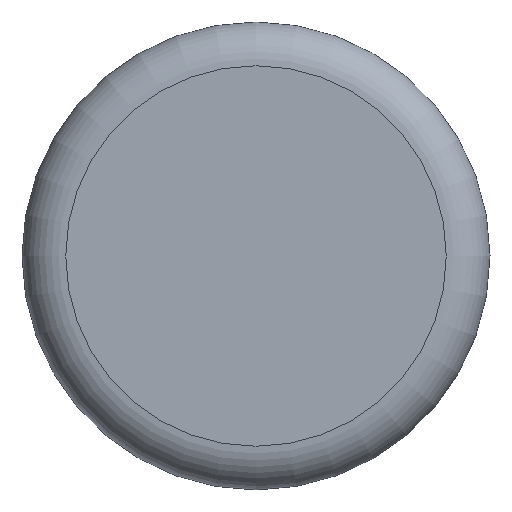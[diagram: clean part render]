
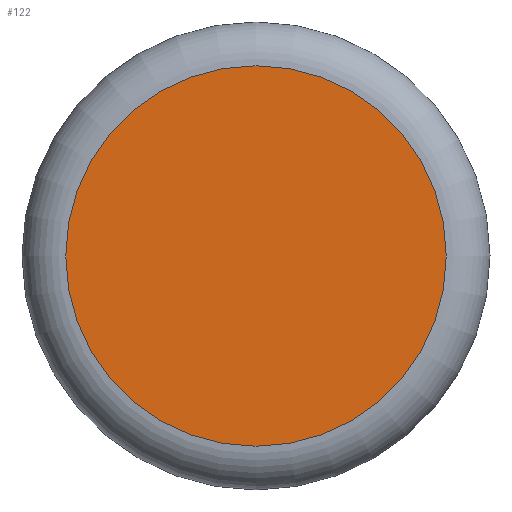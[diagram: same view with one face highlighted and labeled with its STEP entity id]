
A CAD part, front view. The second image highlights one B-rep face of the part: STEP entity #122.
In plain terms, the highlighted planar face has unit normal (0, -1, 0).
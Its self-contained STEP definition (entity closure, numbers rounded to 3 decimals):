
#26=PLANE('',#148);
#31=CIRCLE('',#149,6.5);
#39=ORIENTED_EDGE('',*,*,#59,.T.);
#59=EDGE_CURVE('',#69,#69,#31,.F.);
#69=VERTEX_POINT('',#315);
#83=EDGE_LOOP('',(#39));
#103=FACE_BOUND('',#83,.T.);
#122=ADVANCED_FACE('',(#103),#26,.F.);
#148=AXIS2_PLACEMENT_3D('',#313,#169,#170);
#149=AXIS2_PLACEMENT_3D('',#314,#171,#172);
#169=DIRECTION('',(0.,1.,0.));
#170=DIRECTION('',(0.,0.,1.));
#171=DIRECTION('',(0.,1.,0.));
#172=DIRECTION('',(0.,0.,1.));
#313=CARTESIAN_POINT('',(0.,-3.,0.));
#314=CARTESIAN_POINT('',(0.,-3.,0.));
#315=CARTESIAN_POINT('',(0.,-3.,6.5));
